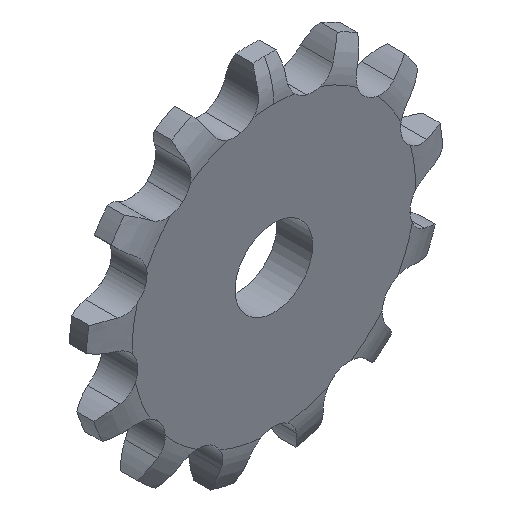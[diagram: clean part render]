
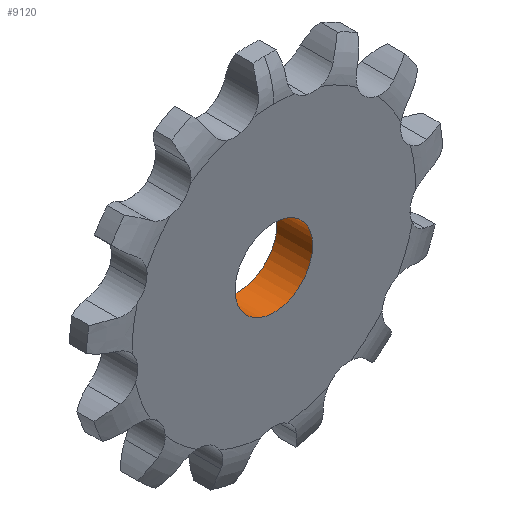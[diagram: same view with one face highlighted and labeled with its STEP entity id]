
A CAD part, isometric view. The second image highlights one B-rep face of the part: STEP entity #9120.
In plain terms, the highlighted cylindrical face has radius 2.5 mm (diameter 5 mm), a full revolution.
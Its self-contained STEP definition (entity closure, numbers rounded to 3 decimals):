
#210 = PLANE('',#211);
#211 = AXIS2_PLACEMENT_3D('',#212,#213,#214);
#212 = CARTESIAN_POINT('',(0.,0.,
    0.));
#213 = DIRECTION('',(0.,1.,0.));
#214 = DIRECTION('',(0.,0.,-1.));
#493 = PLANE('',#494);
#494 = AXIS2_PLACEMENT_3D('',#495,#496,#497);
#495 = CARTESIAN_POINT('',(0.,-2.3,0.)
  );
#496 = DIRECTION('',(0.,-1.,0.));
#497 = DIRECTION('',(0.,0.,1.));
#2330 = EDGE_CURVE('',#2331,#2331,#2333,.T.);
#2331 = VERTEX_POINT('',#2332);
#2332 = CARTESIAN_POINT('',(2.5,0.,0.));
#2333 = SURFACE_CURVE('',#2334,(#2339,#2350),.PCURVE_S1.);
#2334 = CIRCLE('',#2335,2.5);
#2335 = AXIS2_PLACEMENT_3D('',#2336,#2337,#2338);
#2336 = CARTESIAN_POINT('',(0.,0.,0.));
#2337 = DIRECTION('',(0.,-1.,0.));
#2338 = DIRECTION('',(1.,0.,0.));
#2339 = PCURVE('',#210,#2340);
#2340 = DEFINITIONAL_REPRESENTATION('',(#2341),#2349);
#2341 = ( BOUNDED_CURVE() B_SPLINE_CURVE(2,(#2342,#2343,#2344,#2345,
#2346,#2347,#2348),.UNSPECIFIED.,.T.,.F.) B_SPLINE_CURVE_WITH_KNOTS((1,2
    ,2,2,2,1),(-2.094,0.,2.094,4.189,
6.283,8.378),.UNSPECIFIED.) CURVE() 
GEOMETRIC_REPRESENTATION_ITEM() RATIONAL_B_SPLINE_CURVE((1.,0.5,1.,0.5,
1.,0.5,1.)) REPRESENTATION_ITEM('') );
#2342 = CARTESIAN_POINT('',(0.,-2.5));
#2343 = CARTESIAN_POINT('',(-4.33,-2.5));
#2344 = CARTESIAN_POINT('',(-2.165,1.25));
#2345 = CARTESIAN_POINT('',(0.,5.));
#2346 = CARTESIAN_POINT('',(2.165,1.25));
#2347 = CARTESIAN_POINT('',(4.33,-2.5));
#2348 = CARTESIAN_POINT('',(0.,-2.5));
#2349 = ( GEOMETRIC_REPRESENTATION_CONTEXT(2) 
PARAMETRIC_REPRESENTATION_CONTEXT() REPRESENTATION_CONTEXT('2D SPACE',''
  ) );
#2350 = PCURVE('',#2351,#2356);
#2351 = CYLINDRICAL_SURFACE('',#2352,2.5);
#2352 = AXIS2_PLACEMENT_3D('',#2353,#2354,#2355);
#2353 = CARTESIAN_POINT('',(0.,0.,0.));
#2354 = DIRECTION('',(0.,1.,0.));
#2355 = DIRECTION('',(1.,0.,0.));
#2356 = DEFINITIONAL_REPRESENTATION('',(#2357),#2361);
#2357 = LINE('',#2358,#2359);
#2358 = CARTESIAN_POINT('',(-0.,0.));
#2359 = VECTOR('',#2360,1.);
#2360 = DIRECTION('',(-1.,0.));
#2361 = ( GEOMETRIC_REPRESENTATION_CONTEXT(2) 
PARAMETRIC_REPRESENTATION_CONTEXT() REPRESENTATION_CONTEXT('2D SPACE',''
  ) );
#3912 = EDGE_CURVE('',#3913,#3913,#3915,.T.);
#3913 = VERTEX_POINT('',#3914);
#3914 = CARTESIAN_POINT('',(2.5,-2.3,0.));
#3915 = SURFACE_CURVE('',#3916,(#3921,#3932),.PCURVE_S1.);
#3916 = CIRCLE('',#3917,2.5);
#3917 = AXIS2_PLACEMENT_3D('',#3918,#3919,#3920);
#3918 = CARTESIAN_POINT('',(0.,-2.3,0.));
#3919 = DIRECTION('',(-0.,1.,0.));
#3920 = DIRECTION('',(1.,0.,0.));
#3921 = PCURVE('',#493,#3922);
#3922 = DEFINITIONAL_REPRESENTATION('',(#3923),#3931);
#3923 = ( BOUNDED_CURVE() B_SPLINE_CURVE(2,(#3924,#3925,#3926,#3927,
#3928,#3929,#3930),.UNSPECIFIED.,.T.,.F.) B_SPLINE_CURVE_WITH_KNOTS((1,2
    ,2,2,2,1),(-2.094,0.,2.094,4.189,
6.283,8.378),.UNSPECIFIED.) CURVE() 
GEOMETRIC_REPRESENTATION_ITEM() RATIONAL_B_SPLINE_CURVE((1.,0.5,1.,0.5,
1.,0.5,1.)) REPRESENTATION_ITEM('') );
#3924 = CARTESIAN_POINT('',(0.,-2.5));
#3925 = CARTESIAN_POINT('',(-4.33,-2.5));
#3926 = CARTESIAN_POINT('',(-2.165,1.25));
#3927 = CARTESIAN_POINT('',(0.,5.));
#3928 = CARTESIAN_POINT('',(2.165,1.25));
#3929 = CARTESIAN_POINT('',(4.33,-2.5));
#3930 = CARTESIAN_POINT('',(0.,-2.5));
#3931 = ( GEOMETRIC_REPRESENTATION_CONTEXT(2) 
PARAMETRIC_REPRESENTATION_CONTEXT() REPRESENTATION_CONTEXT('2D SPACE',''
  ) );
#3932 = PCURVE('',#2351,#3933);
#3933 = DEFINITIONAL_REPRESENTATION('',(#3934),#3938);
#3934 = LINE('',#3935,#3936);
#3935 = CARTESIAN_POINT('',(-6.283,-2.3));
#3936 = VECTOR('',#3937,1.);
#3937 = DIRECTION('',(1.,-0.));
#3938 = ( GEOMETRIC_REPRESENTATION_CONTEXT(2) 
PARAMETRIC_REPRESENTATION_CONTEXT() REPRESENTATION_CONTEXT('2D SPACE',''
  ) );
#9120 = ADVANCED_FACE('',(#9121),#2351,.F.);
#9121 = FACE_BOUND('',#9122,.T.);
#9122 = EDGE_LOOP('',(#9123,#9124,#9145,#9146));
#9123 = ORIENTED_EDGE('',*,*,#2330,.F.);
#9124 = ORIENTED_EDGE('',*,*,#9125,.T.);
#9125 = EDGE_CURVE('',#2331,#3913,#9126,.T.);
#9126 = SEAM_CURVE('',#9127,(#9131,#9138),.PCURVE_S1.);
#9127 = LINE('',#9128,#9129);
#9128 = CARTESIAN_POINT('',(2.5,0.,0.));
#9129 = VECTOR('',#9130,1.);
#9130 = DIRECTION('',(0.,-1.,0.));
#9131 = PCURVE('',#2351,#9132);
#9132 = DEFINITIONAL_REPRESENTATION('',(#9133),#9137);
#9133 = LINE('',#9134,#9135);
#9134 = CARTESIAN_POINT('',(-6.283,0.));
#9135 = VECTOR('',#9136,1.);
#9136 = DIRECTION('',(-0.,-1.));
#9137 = ( GEOMETRIC_REPRESENTATION_CONTEXT(2) 
PARAMETRIC_REPRESENTATION_CONTEXT() REPRESENTATION_CONTEXT('2D SPACE',''
  ) );
#9138 = PCURVE('',#2351,#9139);
#9139 = DEFINITIONAL_REPRESENTATION('',(#9140),#9144);
#9140 = LINE('',#9141,#9142);
#9141 = CARTESIAN_POINT('',(-0.,0.));
#9142 = VECTOR('',#9143,1.);
#9143 = DIRECTION('',(-0.,-1.));
#9144 = ( GEOMETRIC_REPRESENTATION_CONTEXT(2) 
PARAMETRIC_REPRESENTATION_CONTEXT() REPRESENTATION_CONTEXT('2D SPACE',''
  ) );
#9145 = ORIENTED_EDGE('',*,*,#3912,.F.);
#9146 = ORIENTED_EDGE('',*,*,#9125,.F.);
